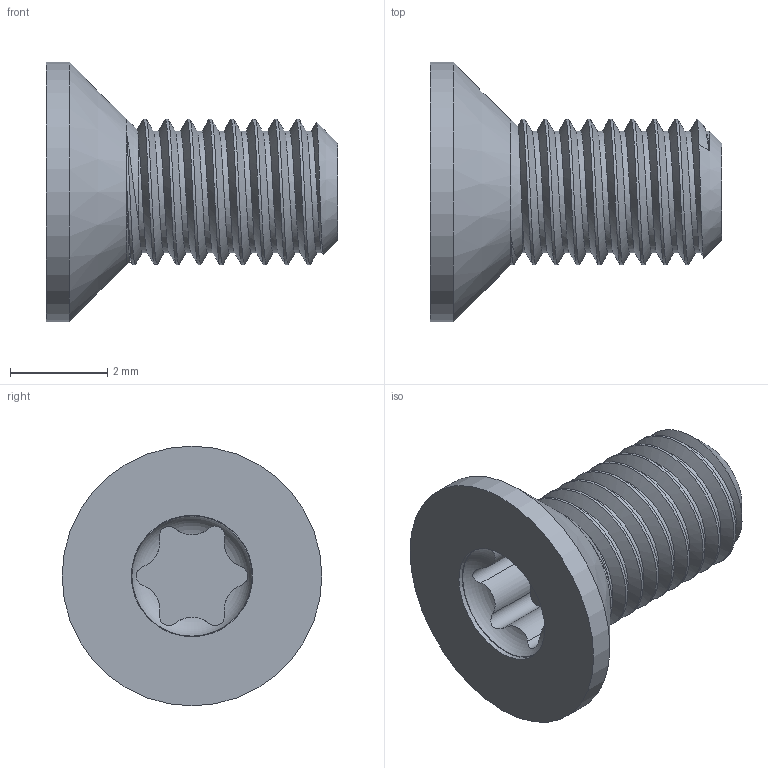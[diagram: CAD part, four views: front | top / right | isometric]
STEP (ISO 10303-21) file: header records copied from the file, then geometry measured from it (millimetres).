
FILE_DESCRIPTION (( 'STEP AP214' ), '1' );
FILE_NAME ('Screw M3 x 6 CSK TORX BZP.STEP', '2024-10-10T09:42:36', ( '' ), ( '' ), 'SwSTEP 2.0', 'SolidWorks 2022', '' );
FILE_SCHEMA (( 'AUTOMOTIVE_DESIGN' ));
Length unit declared in the file: millimetre
Products named in the file (1): Screw M3 x 6 CSK TORX BZP
Bounding box: 6 x 5.35 x 5.35 mm (x, y, z)
Volume: 48.3 mm3; surface area: 127.4 mm2
Topology: 1 solids, 1 shells, 27 faces, 66 edges, 43 vertices
Faces by surface type: cylinder 15, plane 4, bspline 4, cone 3, torus 1
Full cylindrical faces by diameter (mm): 2.5 x1, 5.35 x1
Entity records: 2266 total; most frequent: CARTESIAN_POINT 1704, ORIENTED_EDGE 112, DIRECTION 96, EDGE_CURVE 56, AXIS2_PLACEMENT_3D 42, VERTEX_POINT 39, EDGE_LOOP 33, FACE_OUTER_BOUND 29
